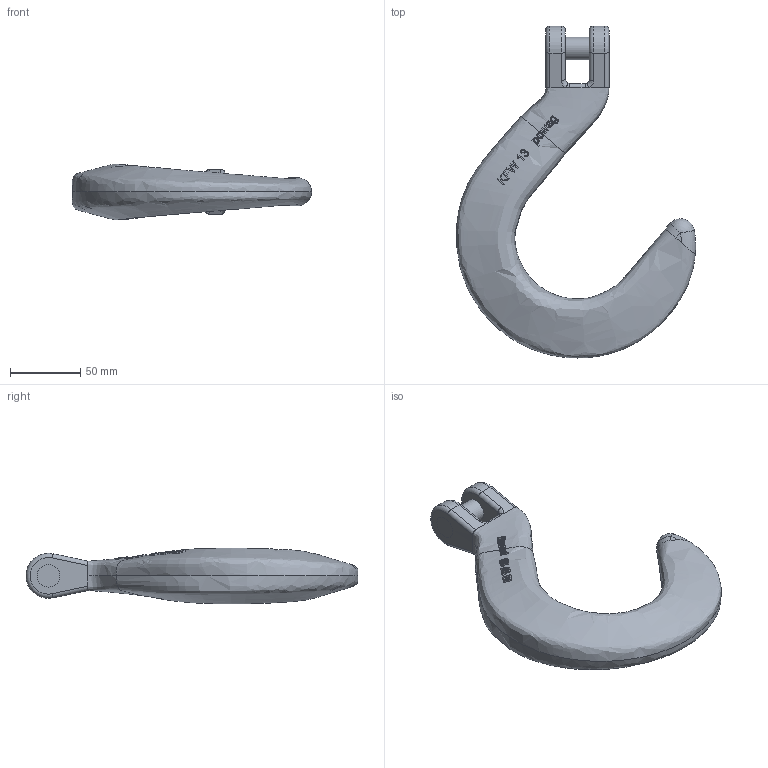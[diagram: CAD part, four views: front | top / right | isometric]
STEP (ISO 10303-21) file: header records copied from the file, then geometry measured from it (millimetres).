
FILE_DESCRIPTION(/* description */ (''),/* implementation_level */ '2;1');
FILE_NAME(/* name */ 'pewag_KFW_13',/* time_stamp */ '2010-01-26T11:34:03+01:00',/* author */ (''),/* organization */ (''),/* preprocessor_version */ 'ST-DEVELOPER v9',/* originating_system */ 'UGS - NX 4.0',/* authorisation */ '');
FILE_SCHEMA (('AUTOMOTIVE_DESIGN { 1 0 10303 214 1 1 1 1 }'));
Length unit declared in the file: millimetre
Products named in the file (1): ritF6BEuchb
Bounding box: 169.96 x 235.94 x 39.75 mm (x, y, z)
Volume: 378676 mm3; surface area: 52204.7 mm2
Topology: 3 solids, 3 shells, 219 faces, 586 edges, 382 vertices
Faces by surface type: plane 86, extrusion 82, bspline 29, cylinder 16, torus 5, sphere 1
Full cylindrical faces by diameter (mm): 16 x3
Entity records: 16843 total; most frequent: CARTESIAN_POINT 12147, ORIENTED_EDGE 1158, EDGE_CURVE 579, DIRECTION 556, B_SPLINE_CURVE_WITH_KNOTS 443, VERTEX_POINT 380, VECTOR 262, EDGE_LOOP 239
